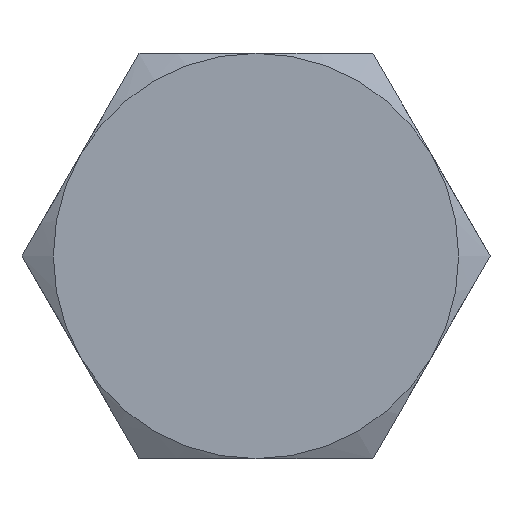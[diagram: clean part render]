
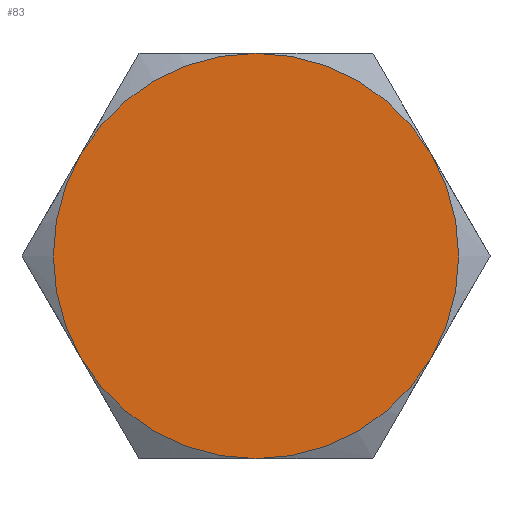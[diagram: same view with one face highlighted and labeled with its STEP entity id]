
A CAD part, left-side view. The second image highlights one B-rep face of the part: STEP entity #83.
In plain terms, the highlighted planar face has unit normal (-1, 0, 0).
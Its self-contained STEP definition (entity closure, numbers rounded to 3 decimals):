
#83 = ADVANCED_FACE( '', ( #168 ), #169, .F. );
#168 = FACE_OUTER_BOUND( '', #245, .T. );
#169 = PLANE( '', #246 );
#245 = EDGE_LOOP( '', ( #391, #392, #393, #394, #395, #396 ) );
#246 = AXIS2_PLACEMENT_3D( '', #397, #398, #399 );
#391 = ORIENTED_EDGE( '', *, *, #439, .F. );
#392 = ORIENTED_EDGE( '', *, *, #462, .F. );
#393 = ORIENTED_EDGE( '', *, *, #410, .F. );
#394 = ORIENTED_EDGE( '', *, *, #450, .F. );
#395 = ORIENTED_EDGE( '', *, *, #455, .F. );
#396 = ORIENTED_EDGE( '', *, *, #428, .F. );
#397 = CARTESIAN_POINT( '', ( 0., 0., 0. ) );
#398 = DIRECTION( '', ( 1., 0., 0. ) );
#399 = DIRECTION( '', ( 0., 0., -1. ) );
#410 = EDGE_CURVE( '', #468, #469, #470, .T. );
#428 = EDGE_CURVE( '', #482, #499, #500, .T. );
#439 = EDGE_CURVE( '', #515, #482, #517, .T. );
#450 = EDGE_CURVE( '', #527, #468, #532, .T. );
#455 = EDGE_CURVE( '', #499, #527, #537, .T. );
#462 = EDGE_CURVE( '', #469, #515, #545, .T. );
#468 = VERTEX_POINT( '', #551 );
#469 = VERTEX_POINT( '', #552 );
#470 = CIRCLE( '', #553, 9.5 );
#482 = VERTEX_POINT( '', #578 );
#499 = VERTEX_POINT( '', #607 );
#500 = CIRCLE( '', #608, 9.5 );
#515 = VERTEX_POINT( '', #635 );
#517 = CIRCLE( '', #642, 9.5 );
#527 = VERTEX_POINT( '', #654 );
#532 = CIRCLE( '', #671, 9.5 );
#537 = CIRCLE( '', #688, 9.5 );
#545 = CIRCLE( '', #705, 9.5 );
#551 = CARTESIAN_POINT( '', ( 0., -8.227, -4.75 ) );
#552 = CARTESIAN_POINT( '', ( 0., 0., -9.5 ) );
#553 = AXIS2_PLACEMENT_3D( '', #717, #718, #719 );
#578 = CARTESIAN_POINT( '', ( 0., 8.227, 4.75 ) );
#607 = CARTESIAN_POINT( '', ( 0., 0., 9.5 ) );
#608 = AXIS2_PLACEMENT_3D( '', #738, #739, #740 );
#635 = CARTESIAN_POINT( '', ( 0., 8.227, -4.75 ) );
#642 = AXIS2_PLACEMENT_3D( '', #749, #750, #751 );
#654 = CARTESIAN_POINT( '', ( 0., -8.227, 4.75 ) );
#671 = AXIS2_PLACEMENT_3D( '', #757, #758, #759 );
#688 = AXIS2_PLACEMENT_3D( '', #760, #761, #762 );
#705 = AXIS2_PLACEMENT_3D( '', #765, #766, #767 );
#717 = CARTESIAN_POINT( '', ( 0., 0., 0. ) );
#718 = DIRECTION( '', ( 1., 0., 0. ) );
#719 = DIRECTION( '', ( 0., 0., -1. ) );
#738 = CARTESIAN_POINT( '', ( 0., 0., 0. ) );
#739 = DIRECTION( '', ( 1., 0., 0. ) );
#740 = DIRECTION( '', ( 0., 0., -1. ) );
#749 = CARTESIAN_POINT( '', ( 0., 0., 0. ) );
#750 = DIRECTION( '', ( 1., 0., 0. ) );
#751 = DIRECTION( '', ( 0., 0., -1. ) );
#757 = CARTESIAN_POINT( '', ( 0., 0., 0. ) );
#758 = DIRECTION( '', ( 1., 0., 0. ) );
#759 = DIRECTION( '', ( 0., 0., -1. ) );
#760 = CARTESIAN_POINT( '', ( 0., 0., 0. ) );
#761 = DIRECTION( '', ( 1., 0., 0. ) );
#762 = DIRECTION( '', ( 0., 0., -1. ) );
#765 = CARTESIAN_POINT( '', ( 0., 0., 0. ) );
#766 = DIRECTION( '', ( 1., 0., 0. ) );
#767 = DIRECTION( '', ( 0., 0., -1. ) );
